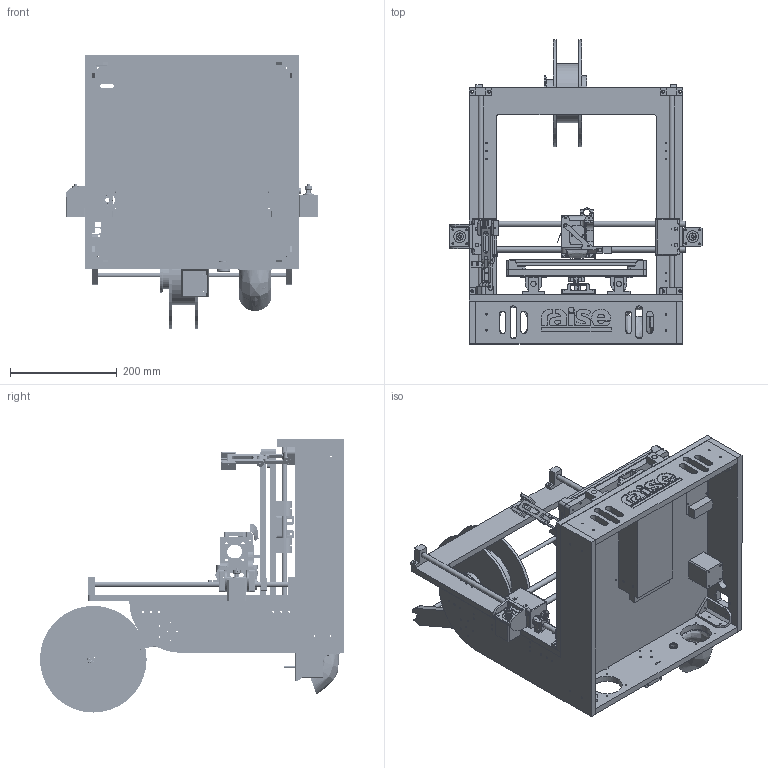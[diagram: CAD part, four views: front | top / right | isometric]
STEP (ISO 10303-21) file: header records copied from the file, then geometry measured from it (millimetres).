
FILE_DESCRIPTION(/* description */ (''),/* implementation_level */ '2;1');
FILE_NAME(/* name */ 'raise-d³_assembly.step',/* time_stamp */ '2017-12-18T16:04:43+01:00',/* author */ ('BKLronin'),/* organization */ (''),/* preprocessor_version */ 'ST-DEVELOPER v16.13',/* originating_system */ 'Autodesk Translation Framework v6.5.0.72',/* authorisation */ '');
FILE_SCHEMA (('AUTOMOTIVE_DESIGN { 1 0 10303 214 3 1 1 }'));
Products named in the file (93): raise-d³:beta; Portal2 v9; Endstop; Sidepanel2 v7; Sidepanel2 v7 (1); Spulengabel; Komponente81; SpulenschraubhalterBreit v7; Base; Deckel; 8mm Bearing SKF 608 (RS 286-7530) v1; 8mm Bearing SKF 608 (RS 286-7530) v1 (1); Spule750 v1; Spulenhalter2; Spulengabel(Spiegeln); d3template v1_Backplatte v1; d3template v1_Frontplatte v1; Nema17 v1; Komponente83; BodenPlatteStepper; Nema17 v1 (1); Komponente65; LinearGuide; Wellenhalter10 v1 (3); Wellenhalter10 v1 (2); Welle386_10 v1; Wellenhalter10 v1(Spiegeln) (2); Wellenhalter10 v1(Spiegeln) (3); Welle386_10 v1(Spiegeln); XCarrier; LM10UU v1; LM10UU v1 (1); XBlockimp v1; NEMA14 v3; GT2_16T v1; GT2_16T; LeadScrew Nut 8mm x 2mmPitch v1; Welle400_10 v1 (3); Welle400_10 v1 (2); XBlockimp v1(Spiegeln) (1) ...
Assembly tree (92 placements, depth 5):
  raise-d³:beta
    Portal2 v9
      Endstop
    Sidepanel2 v7
    Sidepanel2 v7 (1)
      Spulengabel
        Komponente81
        SpulenschraubhalterBreit v7
          Base
          Deckel
          8mm Bearing SKF 608 (RS 286-7530) v1
          8mm Bearing SKF 608 (RS 286-7530) v1 (1)
        Spule750 v1
      Spulenhalter2
      Spulengabel(Spiegeln)
    d3template v1_Backplatte v1
    d3template v1_Frontplatte v1
      Nema17 v1
      Komponente83
    BodenPlatteStepper
      Nema17 v1 (1)
      Komponente65
    LinearGuide
      Wellenhalter10 v1 (3)
      Wellenhalter10 v1 (2)
      Welle386_10 v1
      Wellenhalter10 v1(Spiegeln) (2)
      Wellenhalter10 v1(Spiegeln) (3)
      Welle386_10 v1(Spiegeln)
    XCarrier
      LM10UU v1
      LM10UU v1 (1)
      XBlockimp v1
        NEMA14 v3
        GT2_16T v1
          GT2_16T
        LeadScrew Nut 8mm x 2mmPitch v1
        Welle400_10 v1 (3)
      Welle400_10 v1 (2)
      XBlockimp v1(Spiegeln) (1)
        GT2_16T v1(Spiegeln) (1)
          GT2_16T(Spiegeln) (1)
        LeadScrew Nut 8mm x 2mmPitch v1(Spiegeln) (1)
        NEMA14 v3(Spiegeln)
    SchlittenX
    XCarr2 v2
      Komponente52
      AeroHalter
        Blowerfan
      Endschalter v1
      Komponente84
      servo 9g v1
      ServoHalter2
      Komponente86
    Y-Carrier
      Wellenhalter10 v1
      Wellenhalter10 v1 (1)
      Wellenhalter10 v1(Spiegeln)
      Welle400_10 v1
      Wellenhalter10 v1(Spiegeln) (1)
Bounding box: 472.35 x 570.06 x 511.91 mm (x, y, z)
Volume: 9945932.2 mm3; surface area: 2301571.8 mm2
Topology: 108 solids, 430 shells, 2824 faces, 8165 edges, 5959 vertices
Faces by surface type: plane 1367, cylinder 1130, bspline 191, cone 65, torus 55, sphere 16
Full cylindrical faces by diameter (mm): 2 x8, 2.5 x10, 2.75 x4, 3 x322, 3.5 x16, 4 x26, 4.1 x4, 4.2 x6, 4.3 x1, 5 x5, 5.5 x16, 6 x1, 6.6 x4, 7.866 x1, 8 x35, 9 x1, 10 x43, 10.2 x6, 11 x2, 13.25 x4, 15 x2, 16.75 x4, 19 x6, 22 x9, 22.2 x2, 22.5 x1, 24 x1, 25 x1, 28 x2, 36.33 x5
Entity records: 122431 total; most frequent: CARTESIAN_POINT 42668, DIRECTION 15987, ORIENTED_EDGE 14666, EDGE_CURVE 8131, VERTEX_POINT 5959, AXIS2_PLACEMENT_3D 5698, LINE 4591, VECTOR 4591
